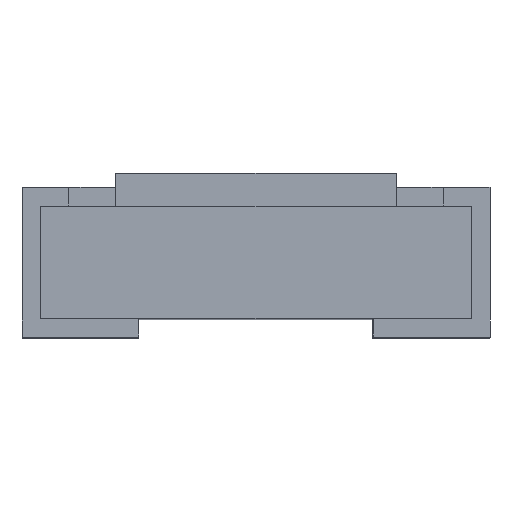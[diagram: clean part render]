
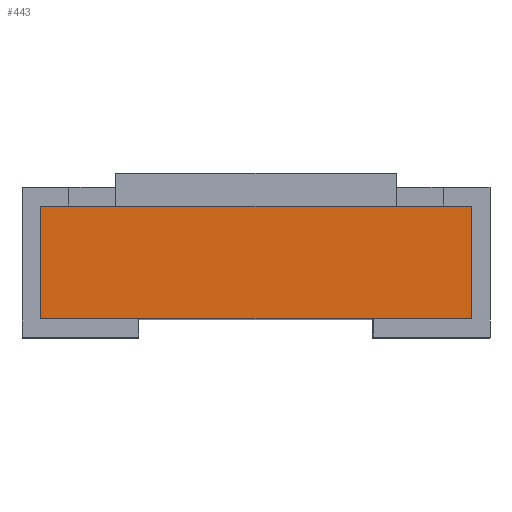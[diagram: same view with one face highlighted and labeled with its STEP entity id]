
A CAD part, top view. The second image highlights one B-rep face of the part: STEP entity #443.
In plain terms, the highlighted planar face has unit normal (0, 0, 1).
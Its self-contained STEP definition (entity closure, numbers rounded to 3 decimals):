
#163 = CARTESIAN_POINT ( 'NONE',  ( 0.46, 0.12, 1. ) ) ;
#188 = DIRECTION ( 'NONE',  ( 1., 0., 0. ) ) ;
#268 = LINE ( 'NONE', #5700, #6829 ) ;
#443 = ADVANCED_FACE ( 'NONE', ( #4694 ), #5827, .T. ) ;
#763 = ORIENTED_EDGE ( 'NONE', *, *, #3642, .T. ) ;
#1136 = LINE ( 'NONE', #5780, #4080 ) ;
#1389 = CARTESIAN_POINT ( 'NONE',  ( -0.46, 0.12, 1. ) ) ;
#1407 = ORIENTED_EDGE ( 'NONE', *, *, #5819, .T. ) ;
#1816 = DIRECTION ( 'NONE',  ( 1., 0., 0. ) ) ;
#2328 = DIRECTION ( 'NONE',  ( 0., 1., 0. ) ) ;
#2454 = CARTESIAN_POINT ( 'NONE',  ( 0., 0., 1. ) ) ;
#2679 = VECTOR ( 'NONE', #4188, 1000. ) ;
#2731 = AXIS2_PLACEMENT_3D ( 'NONE', #2454, #4699, #188 ) ;
#3113 = EDGE_LOOP ( 'NONE', ( #7291, #1407, #763, #6254 ) ) ;
#3627 = VERTEX_POINT ( 'NONE', #4081 ) ;
#3642 = EDGE_CURVE ( 'NONE', #3627, #3936, #5650, .T. ) ;
#3680 = CARTESIAN_POINT ( 'NONE',  ( -0.46, -0.12, 1. ) ) ;
#3936 = VERTEX_POINT ( 'NONE', #3680 ) ;
#4080 = VECTOR ( 'NONE', #6977, 1000. ) ;
#4081 = CARTESIAN_POINT ( 'NONE',  ( -0.46, 0.12, 1. ) ) ;
#4188 = DIRECTION ( 'NONE',  ( 0., -1., 0. ) ) ;
#4511 = LINE ( 'NONE', #5179, #4697 ) ;
#4676 = EDGE_CURVE ( 'NONE', #3936, #7071, #4511, .T. ) ;
#4694 = FACE_OUTER_BOUND ( 'NONE', #3113, .T. ) ;
#4697 = VECTOR ( 'NONE', #1816, 1000. ) ;
#4699 = DIRECTION ( 'NONE',  ( 0., 0., 1. ) ) ;
#5039 = CARTESIAN_POINT ( 'NONE',  ( 0.46, -0.12, 1. ) ) ;
#5179 = CARTESIAN_POINT ( 'NONE',  ( -0.46, -0.12, 1. ) ) ;
#5650 = LINE ( 'NONE', #1389, #2679 ) ;
#5682 = EDGE_CURVE ( 'NONE', #7071, #6005, #268, .T. ) ;
#5700 = CARTESIAN_POINT ( 'NONE',  ( 0.46, 0.12, 1. ) ) ;
#5780 = CARTESIAN_POINT ( 'NONE',  ( -0.46, 0.12, 1. ) ) ;
#5819 = EDGE_CURVE ( 'NONE', #6005, #3627, #1136, .T. ) ;
#5827 = PLANE ( 'NONE',  #2731 ) ;
#6005 = VERTEX_POINT ( 'NONE', #163 ) ;
#6254 = ORIENTED_EDGE ( 'NONE', *, *, #4676, .T. ) ;
#6829 = VECTOR ( 'NONE', #2328, 1000. ) ;
#6977 = DIRECTION ( 'NONE',  ( -1., 0., 0. ) ) ;
#7071 = VERTEX_POINT ( 'NONE', #5039 ) ;
#7291 = ORIENTED_EDGE ( 'NONE', *, *, #5682, .T. ) ;
